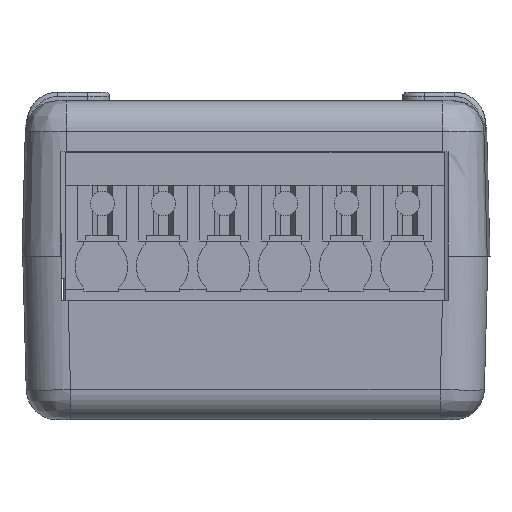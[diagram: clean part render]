
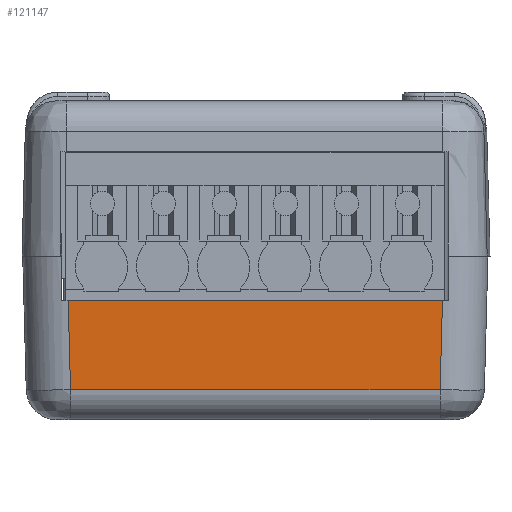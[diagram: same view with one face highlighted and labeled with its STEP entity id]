
A CAD part, left-side view. The second image highlights one B-rep face of the part: STEP entity #121147.
In plain terms, the highlighted planar face has unit normal (-1, 0, -0.026).
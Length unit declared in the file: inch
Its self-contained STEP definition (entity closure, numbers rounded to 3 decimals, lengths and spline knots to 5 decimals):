
#3260 = VERTEX_POINT ( 'NONE', #66173 ) ;
#7852 = DIRECTION ( 'NONE',  ( 0.026, -0.026, -0.999 ) ) ;
#14855 = FACE_OUTER_BOUND ( 'NONE', #120458, .T. ) ;
#17035 = ORIENTED_EDGE ( 'NONE', *, *, #101350, .T. ) ;
#19927 = CARTESIAN_POINT ( 'NONE',  ( -2.79808, 0.55949, 0.69008 ) ) ;
#23102 = CARTESIAN_POINT ( 'NONE',  ( -2.79279, -0.28005, 0.48825 ) ) ;
#24846 = DIRECTION ( 'NONE',  ( -0.026, 0., 1. ) ) ;
#24918 = EDGE_CURVE ( 'NONE', #51470, #103971, #112320, .T. ) ;
#35587 = PLANE ( 'NONE',  #139252 ) ;
#40032 = CARTESIAN_POINT ( 'NONE',  ( -2.79808, -0.28534, 0.69008 ) ) ;
#40444 = EDGE_CURVE ( 'NONE', #51470, #84666, #110650, .T. ) ;
#42864 = CARTESIAN_POINT ( 'NONE',  ( -2.79808, 0.66208, 0.69008 ) ) ;
#43801 = VECTOR ( 'NONE', #119961, 39.37008 ) ;
#45058 = VECTOR ( 'NONE', #88831, 39.37008 ) ;
#51470 = VERTEX_POINT ( 'NONE', #23102 ) ;
#57017 = DIRECTION ( 'NONE',  ( -1., 0., -0.026 ) ) ;
#59515 = VECTOR ( 'NONE', #131360, 39.37008 ) ;
#62643 = EDGE_CURVE ( 'NONE', #3260, #103971, #138501, .T. ) ;
#66173 = CARTESIAN_POINT ( 'NONE',  ( -2.79808, 0.55949, 0.69008 ) ) ;
#76737 = CARTESIAN_POINT ( 'NONE',  ( -2.79279, 0.55421, 0.48825 ) ) ;
#84666 = VERTEX_POINT ( 'NONE', #40032 ) ;
#87843 = CARTESIAN_POINT ( 'NONE',  ( -2.79279, -0.28005, 0.48825 ) ) ;
#88831 = DIRECTION ( 'NONE',  ( 0., 1., 0. ) ) ;
#101350 = EDGE_CURVE ( 'NONE', #84666, #3260, #139990, .T. ) ;
#103971 = VERTEX_POINT ( 'NONE', #76737 ) ;
#109967 = ORIENTED_EDGE ( 'NONE', *, *, #62643, .T. ) ;
#110650 = LINE ( 'NONE', #87843, #59515 ) ;
#112320 = LINE ( 'NONE', #113006, #45058 ) ;
#112487 = ORIENTED_EDGE ( 'NONE', *, *, #40444, .T. ) ;
#113006 = CARTESIAN_POINT ( 'NONE',  ( -2.79279, 0.13708, 0.48825 ) ) ;
#119961 = DIRECTION ( 'NONE',  ( 0., 1., 0. ) ) ;
#120458 = EDGE_LOOP ( 'NONE', ( #112487, #17035, #109967, #125557 ) ) ;
#121147 = ADVANCED_FACE ( 'NONE', ( #14855 ), #35587, .T. ) ;
#124051 = CARTESIAN_POINT ( 'NONE',  ( -2.80069, 0.66208, 0.79008 ) ) ;
#125557 = ORIENTED_EDGE ( 'NONE', *, *, #24918, .F. ) ;
#131146 = VECTOR ( 'NONE', #7852, 39.37008 ) ;
#131360 = DIRECTION ( 'NONE',  ( -0.026, -0.026, 0.999 ) ) ;
#138501 = LINE ( 'NONE', #19927, #131146 ) ;
#139252 = AXIS2_PLACEMENT_3D ( 'NONE', #124051, #57017, #24846 ) ;
#139990 = LINE ( 'NONE', #42864, #43801 ) ;
